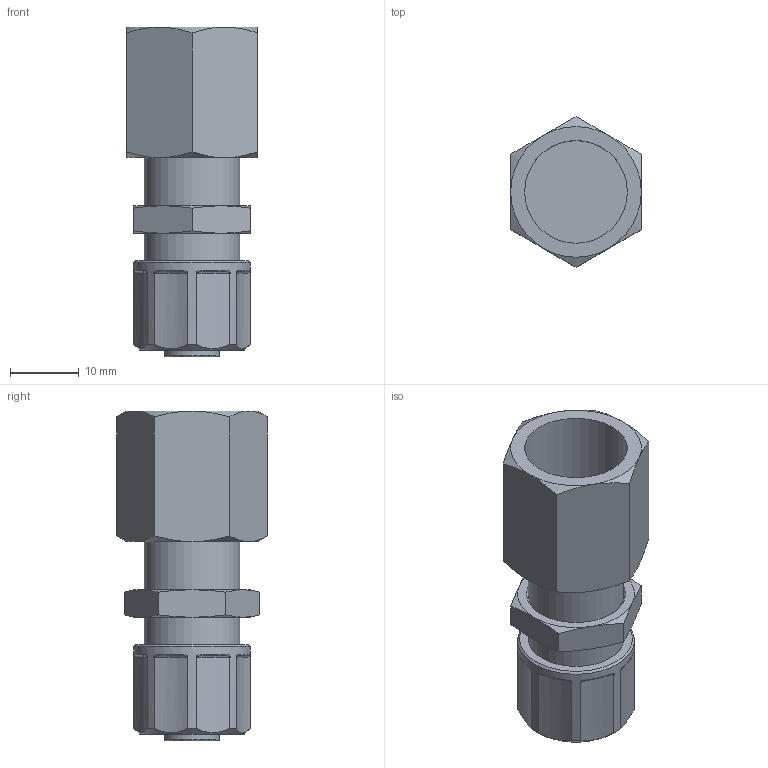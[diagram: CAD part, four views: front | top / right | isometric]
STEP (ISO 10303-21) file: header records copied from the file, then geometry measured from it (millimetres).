
FILE_DESCRIPTION(/* description */ (''),/* implementation_level */ '2;1');
FILE_NAME(/* name */ 'qck_388_a.stp',/* time_stamp */ '2017-04-18T12:52:10+02:00',/* author */ ('leitheußer'),/* organization */ (''),/* preprocessor_version */ 'ST-DEVELOPER v15.6',/* originating_system */ 'Autodesk Inventor LT ',/* authorisation */ '');
FILE_SCHEMA (('AUTOMOTIVE_DESIGN { 1 0 10303 214 3 1 1 }'));
Length unit declared in the file: millimetre
Products named in the file (1): 106-0508
Bounding box: 19 x 21.94 x 48 mm (x, y, z)
Volume: 8890.8 mm3; surface area: 4734.3 mm2
Topology: 1 solids, 1 shells, 144 faces, 341 edges, 213 vertices
Faces by surface type: bspline 42, plane 40, cone 29, torus 18, cylinder 15
Full cylindrical faces by diameter (mm): 6.6 x1, 8 x1, 10.2 x1, 13.9 x2, 14.95 x1, 17 x1
Entity records: 6910 total; most frequent: CARTESIAN_POINT 4070, ORIENTED_EDGE 644, DIRECTION 472, EDGE_CURVE 322, VERTEX_POINT 208, AXIS2_PLACEMENT_3D 203, EDGE_LOOP 172, FACE_OUTER_BOUND 144
